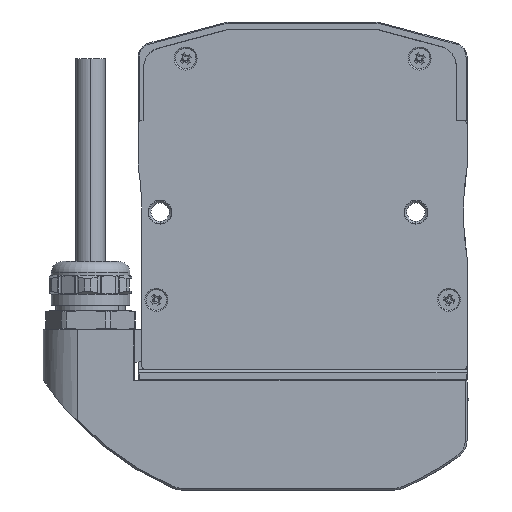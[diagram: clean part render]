
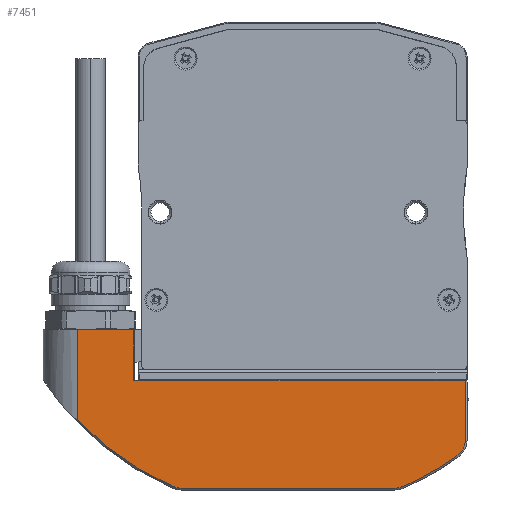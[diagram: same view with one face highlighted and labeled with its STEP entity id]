
A CAD part, front view. The second image highlights one B-rep face of the part: STEP entity #7451.
In plain terms, the highlighted planar face has unit normal (0, -1, 0).
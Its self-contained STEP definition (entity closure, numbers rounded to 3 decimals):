
#222 = VECTOR ( 'NONE', #11159, 1000. ) ;
#587 = VECTOR ( 'NONE', #3939, 1000. ) ;
#596 = CARTESIAN_POINT ( 'NONE',  ( -57.571, -1., -76. ) ) ;
#600 = CARTESIAN_POINT ( 'NONE',  ( 48.5, -1., -46. ) ) ;
#645 = EDGE_CURVE ( 'NONE', #3239, #7887, #11362, .T. ) ;
#820 = CARTESIAN_POINT ( 'NONE',  ( 49., -1., -46. ) ) ;
#915 = ORIENTED_EDGE ( 'NONE', *, *, #11033, .T. ) ;
#921 = CARTESIAN_POINT ( 'NONE',  ( 0., -1., -2. ) ) ;
#1234 = VERTEX_POINT ( 'NONE', #13625 ) ;
#1243 = VECTOR ( 'NONE', #7140, 1000. ) ;
#1361 = AXIS2_PLACEMENT_3D ( 'NONE', #11980, #6364, #3312 ) ;
#1373 = EDGE_CURVE ( 'NONE', #10350, #11365, #2780, .T. ) ;
#1400 = ORIENTED_EDGE ( 'NONE', *, *, #645, .T. ) ;
#1463 = ORIENTED_EDGE ( 'NONE', *, *, #14198, .T. ) ;
#1611 = FACE_OUTER_BOUND ( 'NONE', #10899, .T. ) ;
#1668 = ORIENTED_EDGE ( 'NONE', *, *, #13661, .T. ) ;
#1841 = DIRECTION ( 'NONE',  ( 0., 0., 1. ) ) ;
#1846 = CARTESIAN_POINT ( 'NONE',  ( 43., -1., -62.225 ) ) ;
#1860 = CARTESIAN_POINT ( 'NONE',  ( -42.2, -1., -76. ) ) ;
#1951 = EDGE_CURVE ( 'NONE', #6627, #7914, #7383, .T. ) ;
#2044 = ORIENTED_EDGE ( 'NONE', *, *, #12734, .T. ) ;
#2250 = EDGE_CURVE ( 'NONE', #10871, #10350, #3931, .T. ) ;
#2350 = CARTESIAN_POINT ( 'NONE',  ( 46.196, -1., -66.701 ) ) ;
#2780 = CIRCLE ( 'NONE', #4124, 5.5 ) ;
#2898 = ORIENTED_EDGE ( 'NONE', *, *, #9067, .T. ) ;
#2926 = DIRECTION ( 'NONE',  ( 1., 0., 0. ) ) ;
#3239 = VERTEX_POINT ( 'NONE', #4753 ) ;
#3310 = CARTESIAN_POINT ( 'NONE',  ( -57.571, -1., -56.826 ) ) ;
#3312 = DIRECTION ( 'NONE',  ( 1., 0., 0. ) ) ;
#3384 = ORIENTED_EDGE ( 'NONE', *, *, #1373, .T. ) ;
#3729 = ORIENTED_EDGE ( 'NONE', *, *, #6211, .T. ) ;
#3901 = DIRECTION ( 'NONE',  ( 0., -1., 0. ) ) ;
#3931 = CIRCLE ( 'NONE', #4033, 79.5 ) ;
#3939 = DIRECTION ( 'NONE',  ( -1., 0., 0. ) ) ;
#4033 = AXIS2_PLACEMENT_3D ( 'NONE', #921, #12353, #8508 ) ;
#4086 = ORIENTED_EDGE ( 'NONE', *, *, #13734, .T. ) ;
#4124 = AXIS2_PLACEMENT_3D ( 'NONE', #12873, #9555, #4785 ) ;
#4299 = LINE ( 'NONE', #8538, #13122 ) ;
#4753 = CARTESIAN_POINT ( 'NONE',  ( 29.189, -1., -75.5 ) ) ;
#4785 = DIRECTION ( 'NONE',  ( 1., 0., 0. ) ) ;
#4923 = DIRECTION ( 'NONE',  ( 0., -1., 0. ) ) ;
#5541 = CIRCLE ( 'NONE', #12069, 5.5 ) ;
#5659 = VECTOR ( 'NONE', #13963, 1000. ) ;
#5998 = LINE ( 'NONE', #820, #5659 ) ;
#6211 = EDGE_CURVE ( 'NONE', #10419, #10532, #12793, .T. ) ;
#6217 = CARTESIAN_POINT ( 'NONE',  ( 48.5, -1., -76. ) ) ;
#6334 = LINE ( 'NONE', #9480, #587 ) ;
#6364 = DIRECTION ( 'NONE',  ( 0., 1., 0. ) ) ;
#6627 = VERTEX_POINT ( 'NONE', #13157 ) ;
#6778 = DIRECTION ( 'NONE',  ( 1., 0., 0. ) ) ;
#7140 = DIRECTION ( 'NONE',  ( 0., 0., -1. ) ) ;
#7383 = LINE ( 'NONE', #1860, #222 ) ;
#7451 = ADVANCED_FACE ( 'NONE', ( #1611 ), #11878, .F. ) ;
#7887 = VERTEX_POINT ( 'NONE', #9282 ) ;
#7914 = VERTEX_POINT ( 'NONE', #9698 ) ;
#8508 = DIRECTION ( 'NONE',  ( 1., 0., 0. ) ) ;
#8538 = CARTESIAN_POINT ( 'NONE',  ( 29.189, -1., -75.5 ) ) ;
#8616 = AXIS2_PLACEMENT_3D ( 'NONE', #12465, #4923, #6778 ) ;
#8735 = AXIS2_PLACEMENT_3D ( 'NONE', #10505, #3901, #11606 ) ;
#8962 = CARTESIAN_POINT ( 'NONE',  ( -31.358, -1., -75.054 ) ) ;
#9037 = ORIENTED_EDGE ( 'NONE', *, *, #1951, .T. ) ;
#9067 = EDGE_CURVE ( 'NONE', #1234, #10871, #14105, .T. ) ;
#9282 = CARTESIAN_POINT ( 'NONE',  ( 31.358, -1., -75.054 ) ) ;
#9468 = DIRECTION ( 'NONE',  ( 0., -1., 0. ) ) ;
#9480 = CARTESIAN_POINT ( 'NONE',  ( -57.571, -1., -32.2 ) ) ;
#9555 = DIRECTION ( 'NONE',  ( 0., -1., 0. ) ) ;
#9657 = DIRECTION ( 'NONE',  ( 1., 0., 0. ) ) ;
#9698 = CARTESIAN_POINT ( 'NONE',  ( -42.2, -1., -32.2 ) ) ;
#10169 = VECTOR ( 'NONE', #1841, 1000. ) ;
#10172 = CARTESIAN_POINT ( 'NONE',  ( -29.189, -1., -75.5 ) ) ;
#10215 = ORIENTED_EDGE ( 'NONE', *, *, #2250, .T. ) ;
#10350 = VERTEX_POINT ( 'NONE', #8962 ) ;
#10419 = VERTEX_POINT ( 'NONE', #13540 ) ;
#10505 = CARTESIAN_POINT ( 'NONE',  ( 0., -1., -2. ) ) ;
#10532 = VERTEX_POINT ( 'NONE', #600 ) ;
#10871 = VERTEX_POINT ( 'NONE', #3310 ) ;
#10899 = EDGE_LOOP ( 'NONE', ( #4086, #9037, #1463, #2898, #10215, #3384, #2044, #1400, #1668, #915, #3729 ) ) ;
#11033 = EDGE_CURVE ( 'NONE', #12877, #10419, #5541, .T. ) ;
#11159 = DIRECTION ( 'NONE',  ( 0., 0., 1. ) ) ;
#11362 = CIRCLE ( 'NONE', #8616, 5.5 ) ;
#11365 = VERTEX_POINT ( 'NONE', #10172 ) ;
#11606 = DIRECTION ( 'NONE',  ( 1., 0., 0. ) ) ;
#11878 = PLANE ( 'NONE',  #1361 ) ;
#11980 = CARTESIAN_POINT ( 'NONE',  ( 49., -1., -76. ) ) ;
#12069 = AXIS2_PLACEMENT_3D ( 'NONE', #1846, #9468, #2926 ) ;
#12353 = DIRECTION ( 'NONE',  ( 0., -1., 0. ) ) ;
#12465 = CARTESIAN_POINT ( 'NONE',  ( 29.189, -1., -70. ) ) ;
#12602 = CIRCLE ( 'NONE', #8735, 79.5 ) ;
#12734 = EDGE_CURVE ( 'NONE', #11365, #3239, #4299, .T. ) ;
#12793 = LINE ( 'NONE', #6217, #10169 ) ;
#12873 = CARTESIAN_POINT ( 'NONE',  ( -29.189, -1., -70. ) ) ;
#12877 = VERTEX_POINT ( 'NONE', #2350 ) ;
#13122 = VECTOR ( 'NONE', #9657, 1000. ) ;
#13157 = CARTESIAN_POINT ( 'NONE',  ( -42.2, -1., -46. ) ) ;
#13540 = CARTESIAN_POINT ( 'NONE',  ( 48.5, -1., -62.225 ) ) ;
#13625 = CARTESIAN_POINT ( 'NONE',  ( -57.571, -1., -32.2 ) ) ;
#13661 = EDGE_CURVE ( 'NONE', #7887, #12877, #12602, .T. ) ;
#13734 = EDGE_CURVE ( 'NONE', #10532, #6627, #5998, .T. ) ;
#13963 = DIRECTION ( 'NONE',  ( -1., 0., 0. ) ) ;
#14105 = LINE ( 'NONE', #596, #1243 ) ;
#14198 = EDGE_CURVE ( 'NONE', #7914, #1234, #6334, .T. ) ;
